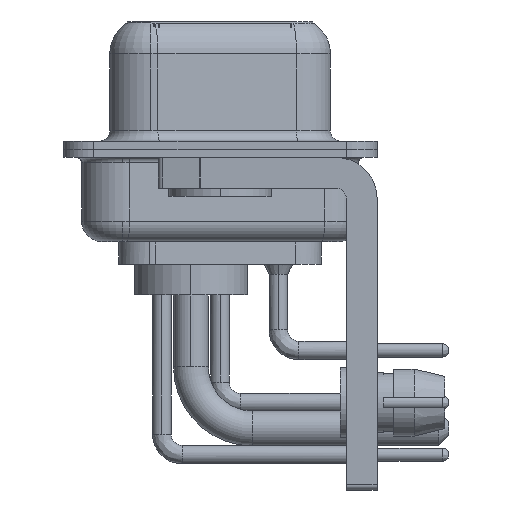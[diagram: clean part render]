
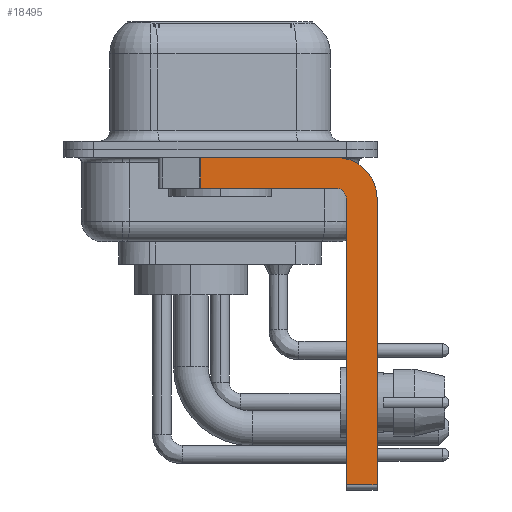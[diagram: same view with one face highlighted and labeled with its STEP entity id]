
A CAD part, left-side view. The second image highlights one B-rep face of the part: STEP entity #18495.
In plain terms, the highlighted planar face has unit normal (-1, 0, 0).
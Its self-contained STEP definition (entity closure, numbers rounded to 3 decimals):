
#117 = VERTEX_POINT ( 'NONE', #18948 ) ;
#778 = CARTESIAN_POINT ( 'NONE',  ( -2.9, -6.15, -2.4 ) ) ;
#1528 = LINE ( 'NONE', #26530, #11846 ) ;
#1767 = LINE ( 'NONE', #24199, #36233 ) ;
#1810 = ORIENTED_EDGE ( 'NONE', *, *, #35788, .F. ) ;
#1940 = DIRECTION ( 'NONE',  ( 0., -1., 0. ) ) ;
#2977 = ORIENTED_EDGE ( 'NONE', *, *, #25442, .F. ) ;
#3110 = CIRCLE ( 'NONE', #15449, 2. ) ;
#3931 = CARTESIAN_POINT ( 'NONE',  ( -2.9, -5.65, -0.4 ) ) ;
#4608 = VERTEX_POINT ( 'NONE', #17356 ) ;
#5143 = DIRECTION ( 'NONE',  ( 0., 0., 1. ) ) ;
#6273 = DIRECTION ( 'NONE',  ( 1., 0., 0. ) ) ;
#8077 = ORIENTED_EDGE ( 'NONE', *, *, #25457, .F. ) ;
#9295 = EDGE_CURVE ( 'NONE', #117, #23978, #1767, .T. ) ;
#9994 = LINE ( 'NONE', #23600, #27089 ) ;
#10189 = DIRECTION ( 'NONE',  ( 0., 0., -1. ) ) ;
#10851 = DIRECTION ( 'NONE',  ( -1., 0., 0. ) ) ;
#11846 = VECTOR ( 'NONE', #10189, 1000. ) ;
#11862 = VECTOR ( 'NONE', #19602, 1000. ) ;
#11914 = DIRECTION ( 'NONE',  ( 0., 0., -1. ) ) ;
#12120 = CARTESIAN_POINT ( 'NONE',  ( -2.9, -7.65, -2.4 ) ) ;
#12188 = EDGE_CURVE ( 'NONE', #26994, #4608, #28601, .T. ) ;
#13653 = AXIS2_PLACEMENT_3D ( 'NONE', #23204, #6273, #20627 ) ;
#13915 = AXIS2_PLACEMENT_3D ( 'NONE', #25185, #10851, #5143 ) ;
#14077 = LINE ( 'NONE', #22360, #11862 ) ;
#14319 = CARTESIAN_POINT ( 'NONE',  ( -2.9, 0.978, -1.9 ) ) ;
#14382 = CARTESIAN_POINT ( 'NONE',  ( -2.9, -7.65, -16.35 ) ) ;
#14913 = VERTEX_POINT ( 'NONE', #3931 ) ;
#15449 = AXIS2_PLACEMENT_3D ( 'NONE', #29969, #15831, #18599 ) ;
#15683 = EDGE_CURVE ( 'NONE', #19714, #18432, #34681, .T. ) ;
#15831 = DIRECTION ( 'NONE',  ( 1., 0., 0. ) ) ;
#16522 = ORIENTED_EDGE ( 'NONE', *, *, #9295, .T. ) ;
#17324 = PLANE ( 'NONE',  #13653 ) ;
#17356 = CARTESIAN_POINT ( 'NONE',  ( -2.9, -5.65, -1.9 ) ) ;
#17681 = FACE_OUTER_BOUND ( 'NONE', #25277, .T. ) ;
#17984 = EDGE_CURVE ( 'NONE', #4608, #18432, #14077, .T. ) ;
#18072 = ORIENTED_EDGE ( 'NONE', *, *, #35337, .F. ) ;
#18432 = VERTEX_POINT ( 'NONE', #19919 ) ;
#18495 = ADVANCED_FACE ( 'NONE', ( #17681 ), #17324, .F. ) ;
#18599 = DIRECTION ( 'NONE',  ( 0., 0., -1. ) ) ;
#18948 = CARTESIAN_POINT ( 'NONE',  ( -2.9, -6.15, -16.35 ) ) ;
#19602 = DIRECTION ( 'NONE',  ( 0., 1., 0. ) ) ;
#19714 = VERTEX_POINT ( 'NONE', #33565 ) ;
#19919 = CARTESIAN_POINT ( 'NONE',  ( -2.9, 0.978, -1.9 ) ) ;
#20627 = DIRECTION ( 'NONE',  ( 0., 0., -1. ) ) ;
#22356 = LINE ( 'NONE', #30059, #35450 ) ;
#22360 = CARTESIAN_POINT ( 'NONE',  ( -2.9, -5.65, -1.9 ) ) ;
#23204 = CARTESIAN_POINT ( 'NONE',  ( -2.9, -5.65, -2.4 ) ) ;
#23600 = CARTESIAN_POINT ( 'NONE',  ( -2.9, -6.15, -16.6 ) ) ;
#23978 = VERTEX_POINT ( 'NONE', #14382 ) ;
#24199 = CARTESIAN_POINT ( 'NONE',  ( -2.9, -5.65, -16.35 ) ) ;
#25185 = CARTESIAN_POINT ( 'NONE',  ( -2.9, -5.65, -2.4 ) ) ;
#25277 = EDGE_LOOP ( 'NONE', ( #1810, #28595, #33046, #35429, #2977, #16522, #8077, #18072 ) ) ;
#25442 = EDGE_CURVE ( 'NONE', #117, #26994, #9994, .T. ) ;
#25457 = EDGE_CURVE ( 'NONE', #32411, #23978, #1528, .T. ) ;
#26530 = CARTESIAN_POINT ( 'NONE',  ( -2.9, -7.65, -2.4 ) ) ;
#26994 = VERTEX_POINT ( 'NONE', #778 ) ;
#27089 = VECTOR ( 'NONE', #32600, 1000. ) ;
#28595 = ORIENTED_EDGE ( 'NONE', *, *, #15683, .T. ) ;
#28601 = CIRCLE ( 'NONE', #13915, 0.5 ) ;
#29969 = CARTESIAN_POINT ( 'NONE',  ( -2.9, -5.65, -2.4 ) ) ;
#30059 = CARTESIAN_POINT ( 'NONE',  ( -2.9, 3., -0.4 ) ) ;
#32411 = VERTEX_POINT ( 'NONE', #12120 ) ;
#32600 = DIRECTION ( 'NONE',  ( 0., 0., 1. ) ) ;
#32660 = DIRECTION ( 'NONE',  ( 0., -1., 0. ) ) ;
#33046 = ORIENTED_EDGE ( 'NONE', *, *, #17984, .F. ) ;
#33439 = VECTOR ( 'NONE', #11914, 1000. ) ;
#33565 = CARTESIAN_POINT ( 'NONE',  ( -2.9, 0.978, -0.4 ) ) ;
#34681 = LINE ( 'NONE', #14319, #33439 ) ;
#35337 = EDGE_CURVE ( 'NONE', #14913, #32411, #3110, .T. ) ;
#35429 = ORIENTED_EDGE ( 'NONE', *, *, #12188, .F. ) ;
#35450 = VECTOR ( 'NONE', #1940, 1000. ) ;
#35788 = EDGE_CURVE ( 'NONE', #19714, #14913, #22356, .T. ) ;
#36233 = VECTOR ( 'NONE', #32660, 1000. ) ;
